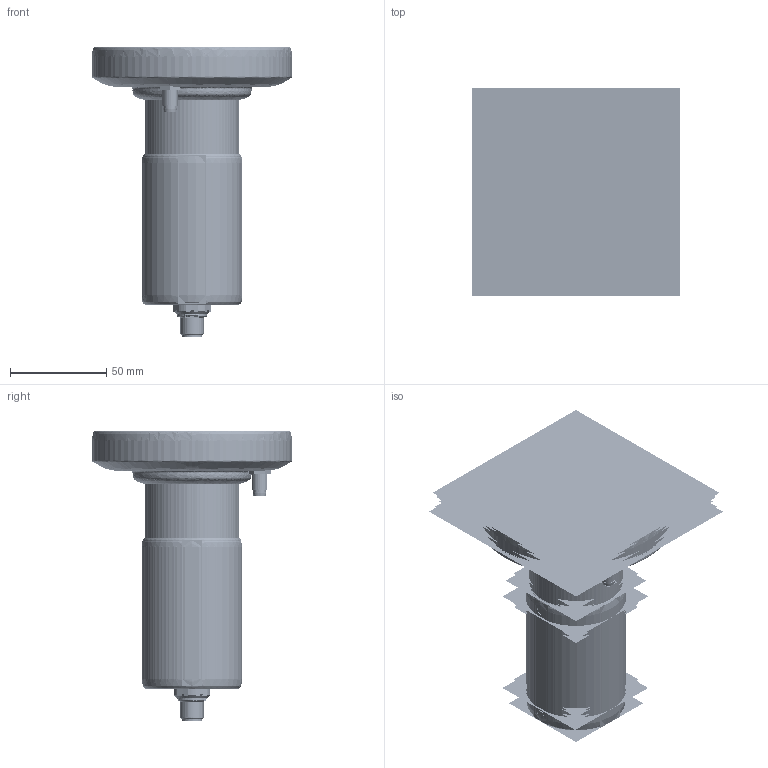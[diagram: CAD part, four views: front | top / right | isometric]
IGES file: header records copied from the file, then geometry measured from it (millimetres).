
Start section:  PTC IGES file: 193988.igs
Global section: file name: 193988.igs; native system: Creo Parametric by Parametric Technology Corporation; preprocessor: 2013230; author: PDMAdmin; organization: Unknown; date: 20160322.142332; units: millimetre
Bounding box: 108.16 x 108.23 x 150.84 mm (x, y, z)
Volume: 176978.9 mm3; surface area: 896229.8 mm2
Topology: 276 solids, 298 shells, 17908 faces, 108106 edges, 149284 vertices
Faces by surface type: bspline 13230, revolution 4678
